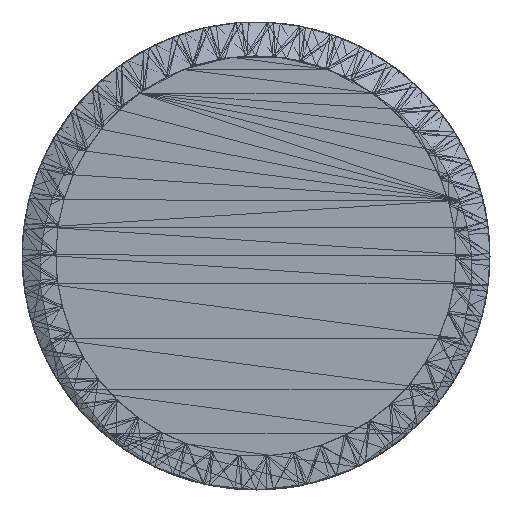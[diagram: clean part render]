
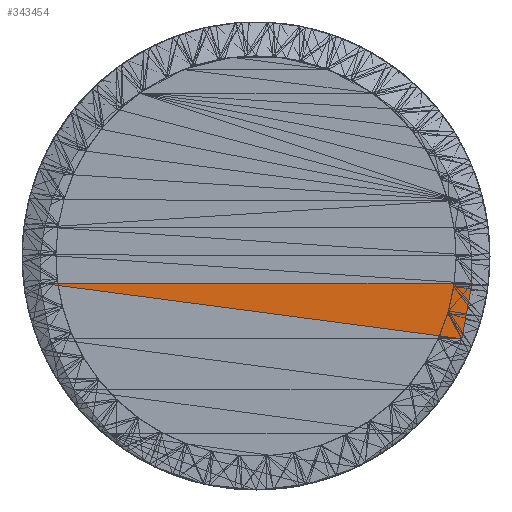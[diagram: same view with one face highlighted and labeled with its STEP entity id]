
A CAD part, front view. The second image highlights one B-rep face of the part: STEP entity #343454.
In plain terms, the highlighted planar face has unit normal (0, -1, 0).
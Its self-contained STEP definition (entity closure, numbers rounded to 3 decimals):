
#206390 = VERTEX_POINT('',#206391);
#206391 = CARTESIAN_POINT('',(-7.303,0.,-0.917));
#206425 = PLANE('',#206426);
#206426 = AXIS2_PLACEMENT_3D('',#206427,#206428,#206429);
#206427 = CARTESIAN_POINT('',(-0.227,0.,-0.675));
#206428 = DIRECTION('',(-0.,-1.,-0.));
#206429 = DIRECTION('',(0.,0.,-1.));
#206531 = PLANE('',#206532);
#206532 = AXIS2_PLACEMENT_3D('',#206533,#206534,#206535);
#206533 = CARTESIAN_POINT('',(-0.531,0.,-2.289));
#206534 = DIRECTION('',(-0.,-1.,-0.));
#206535 = DIRECTION('',(0.,0.,-1.));
#342337 = VERTEX_POINT('',#342338);
#342338 = CARTESIAN_POINT('',(6.961,0.,-2.797));
#342427 = PLANE('',#342428);
#342428 = AXIS2_PLACEMENT_3D('',#342429,#342430,#342431);
#342429 = CARTESIAN_POINT('',(6.96,0.109,
    -1.843));
#342430 = DIRECTION('',(0.528,0.844,
    -0.096));
#342431 = DIRECTION('',(0.848,-0.53,0.));
#342443 = VERTEX_POINT('',#342444);
#342444 = CARTESIAN_POINT('',(7.303,0.,-0.925));
#342464 = EDGE_CURVE('',#342443,#342337,#342465,.T.);
#342465 = SURFACE_CURVE('',#342466,(#342470,#342477),.PCURVE_S1.);
#342466 = LINE('',#342467,#342468);
#342467 = CARTESIAN_POINT('',(7.303,0.,-0.925));
#342468 = VECTOR('',#342469,1.);
#342469 = DIRECTION('',(-0.179,0.,-0.984));
#342470 = PCURVE('',#342427,#342471);
#342471 = DEFINITIONAL_REPRESENTATION('',(#342472),#342476);
#342472 = LINE('',#342473,#342474);
#342473 = CARTESIAN_POINT('',(0.348,-0.922));
#342474 = VECTOR('',#342475,1.);
#342475 = DIRECTION('',(-0.152,0.988));
#342476 = ( GEOMETRIC_REPRESENTATION_CONTEXT(2) 
PARAMETRIC_REPRESENTATION_CONTEXT() REPRESENTATION_CONTEXT('2D SPACE',''
  ) );
#342477 = PCURVE('',#342478,#342483);
#342478 = PLANE('',#342479);
#342479 = AXIS2_PLACEMENT_3D('',#342480,#342481,#342482);
#342480 = CARTESIAN_POINT('',(0.36,0.,-1.415));
#342481 = DIRECTION('',(-0.,-1.,-0.));
#342482 = DIRECTION('',(0.,0.,-1.));
#342483 = DEFINITIONAL_REPRESENTATION('',(#342484),#342487);
#342484 = B_SPLINE_CURVE_WITH_KNOTS('',1,(#342485,#342486),
  .UNSPECIFIED.,.F.,.F.,(2,2),(0.,1.904),
  .PIECEWISE_BEZIER_KNOTS.);
#342485 = CARTESIAN_POINT('',(-0.49,6.943));
#342486 = CARTESIAN_POINT('',(1.383,6.601));
#342487 = ( GEOMETRIC_REPRESENTATION_CONTEXT(2) 
PARAMETRIC_REPRESENTATION_CONTEXT() REPRESENTATION_CONTEXT('2D SPACE',''
  ) );
#343435 = EDGE_CURVE('',#206390,#342443,#343436,.T.);
#343436 = SURFACE_CURVE('',#343437,(#343441,#343448),.PCURVE_S1.);
#343437 = LINE('',#343438,#343439);
#343438 = CARTESIAN_POINT('',(-7.303,0.,-0.917));
#343439 = VECTOR('',#343440,1.);
#343440 = DIRECTION('',(1.,0.,-0.001));
#343441 = PCURVE('',#206425,#343442);
#343442 = DEFINITIONAL_REPRESENTATION('',(#343443),#343447);
#343443 = LINE('',#343444,#343445);
#343444 = CARTESIAN_POINT('',(0.242,-7.076));
#343445 = VECTOR('',#343446,1.);
#343446 = DIRECTION('',(0.001,1.));
#343447 = ( GEOMETRIC_REPRESENTATION_CONTEXT(2) 
PARAMETRIC_REPRESENTATION_CONTEXT() REPRESENTATION_CONTEXT('2D SPACE',''
  ) );
#343448 = PCURVE('',#342478,#343449);
#343449 = DEFINITIONAL_REPRESENTATION('',(#343450),#343453);
#343450 = B_SPLINE_CURVE_WITH_KNOTS('',1,(#343451,#343452),
  .UNSPECIFIED.,.F.,.F.,(2,2),(0.,14.606),
  .PIECEWISE_BEZIER_KNOTS.);
#343451 = CARTESIAN_POINT('',(-0.498,-7.663));
#343452 = CARTESIAN_POINT('',(-0.49,6.943));
#343453 = ( GEOMETRIC_REPRESENTATION_CONTEXT(2) 
PARAMETRIC_REPRESENTATION_CONTEXT() REPRESENTATION_CONTEXT('2D SPACE',''
  ) );
#343454 = ADVANCED_FACE('',(#343455),#342478,.T.);
#343455 = FACE_BOUND('',#343456,.T.);
#343456 = EDGE_LOOP('',(#343457,#343458,#343478));
#343457 = ORIENTED_EDGE('',*,*,#343435,.F.);
#343458 = ORIENTED_EDGE('',*,*,#343459,.T.);
#343459 = EDGE_CURVE('',#206390,#342337,#343460,.T.);
#343460 = SURFACE_CURVE('',#343461,(#343465,#343472),.PCURVE_S1.);
#343461 = LINE('',#343462,#343463);
#343462 = CARTESIAN_POINT('',(-7.303,0.,-0.917));
#343463 = VECTOR('',#343464,1.);
#343464 = DIRECTION('',(0.991,0.,-0.131));
#343465 = PCURVE('',#342478,#343466);
#343466 = DEFINITIONAL_REPRESENTATION('',(#343467),#343471);
#343467 = LINE('',#343468,#343469);
#343468 = CARTESIAN_POINT('',(-0.498,-7.663));
#343469 = VECTOR('',#343470,1.);
#343470 = DIRECTION('',(0.131,0.991));
#343471 = ( GEOMETRIC_REPRESENTATION_CONTEXT(2) 
PARAMETRIC_REPRESENTATION_CONTEXT() REPRESENTATION_CONTEXT('2D SPACE',''
  ) );
#343472 = PCURVE('',#206531,#343473);
#343473 = DEFINITIONAL_REPRESENTATION('',(#343474),#343477);
#343474 = B_SPLINE_CURVE_WITH_KNOTS('',1,(#343475,#343476),
  .UNSPECIFIED.,.F.,.F.,(2,2),(0.,14.388),
  .PIECEWISE_BEZIER_KNOTS.);
#343475 = CARTESIAN_POINT('',(-1.372,-6.772));
#343476 = CARTESIAN_POINT('',(0.509,7.493));
#343477 = ( GEOMETRIC_REPRESENTATION_CONTEXT(2) 
PARAMETRIC_REPRESENTATION_CONTEXT() REPRESENTATION_CONTEXT('2D SPACE',''
  ) );
#343478 = ORIENTED_EDGE('',*,*,#342464,.F.);
